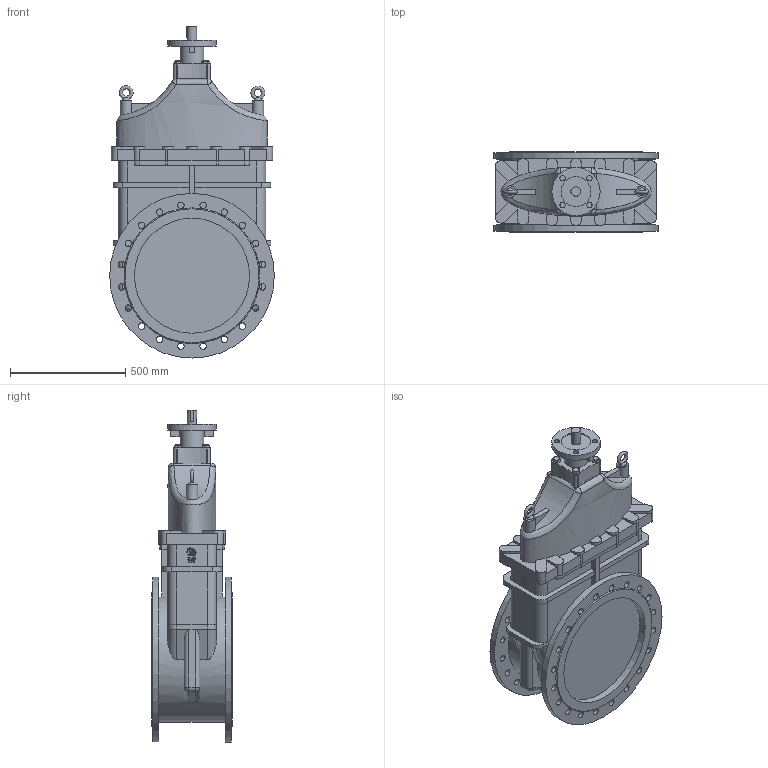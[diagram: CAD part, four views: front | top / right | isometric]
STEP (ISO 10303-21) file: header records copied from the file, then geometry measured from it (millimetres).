
FILE_DESCRIPTION(('STEP AP203'), '1');
FILE_NAME('3D_102-0500-10', '', ('UNSPECIFIED'), ('UNSPECIFIED'), 'C3D Converter', 'C3D Toolkit', '');
FILE_SCHEMA(('CONFIG_CONTROL_DESIGN'));
Length unit declared in the file: millimetre
Bounding box: 715 x 350 x 1442.5 mm (x, y, z)
Volume: 162497141.9 mm3; surface area: 3389335 mm2
Topology: 2 solids, 2 shells, 3336 faces, 9844 edges, 6554 vertices
Faces by surface type: plane 3185, cylinder 128, sphere 8, cone 6, bspline 5, torus 4
Full cylindrical faces by diameter (mm): 23 x4, 28 x40, 40 x1, 50 x2, 102 x1, 130 x1, 210 x1, 500 x2, 545 x1, 715 x2
Entity records: 150321 total; most frequent: CARTESIAN_POINT 34621, ORIENTED_EDGE 19546, DIRECTION 16592, EDGE_CURVE 9773, LINE 9378, VECTOR 9378, VERTEX_POINT 6550, AXIS2_PLACEMENT_3D 3607
